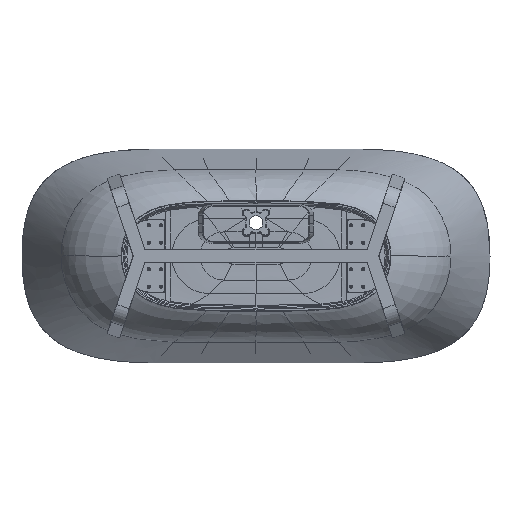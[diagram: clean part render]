
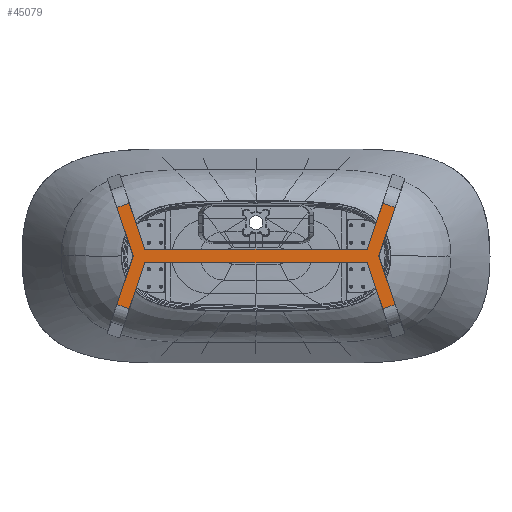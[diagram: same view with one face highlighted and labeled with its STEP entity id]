
A CAD part, front view. The second image highlights one B-rep face of the part: STEP entity #45079.
In plain terms, the highlighted planar face has unit normal (0, -1, 0).
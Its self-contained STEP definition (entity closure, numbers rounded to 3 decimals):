
#43160=DIRECTION('',(-1.,0.,0.));
#43161=VECTOR('',#43160,830.385);
#43162=CARTESIAN_POINT('',(415.193,0.,-24.5));
#43163=LINE('',#43162,#43161);
#43164=CARTESIAN_POINT('',(-415.193,0.,-25.5));
#43165=DIRECTION('',(0.,-1.,0.));
#43166=DIRECTION('',(0.,0.,1.));
#43167=AXIS2_PLACEMENT_3D('',#43164,#43165,#43166);
#43169=DIRECTION('',(-0.317,0.,-0.948));
#43170=VECTOR('',#43169,181.391);
#43171=CARTESIAN_POINT('',(-416.141,0.,
-25.183));
#43172=LINE('',#43171,#43170);
#43173=DIRECTION('',(-0.948,0.,0.317));
#43174=VECTOR('',#43173,49.);
#43175=CARTESIAN_POINT('',(-473.697,0.,
-197.2));
#43176=LINE('',#43175,#43174);
#43177=DIRECTION('',(0.317,0.,0.948));
#43178=VECTOR('',#43177,191.216);
#43179=CARTESIAN_POINT('',(-520.165,0.,
-181.652));
#43180=LINE('',#43179,#43178);
#43181=CARTESIAN_POINT('',(-460.439,0.,0.));
#43182=DIRECTION('',(0.,-1.,0.));
#43183=DIRECTION('',(0.948,0.,-0.317));
#43184=AXIS2_PLACEMENT_3D('',#43181,#43182,#43183);
#43186=CARTESIAN_POINT('',(-415.193,0.,25.5));
#43187=DIRECTION('',(0.,-1.,0.));
#43188=DIRECTION('',(-0.948,0.,-0.317));
#43189=AXIS2_PLACEMENT_3D('',#43186,#43187,#43188);
#43191=DIRECTION('',(1.,0.,0.));
#43192=VECTOR('',#43191,830.385);
#43193=CARTESIAN_POINT('',(-415.193,0.,24.5));
#43194=LINE('',#43193,#43192);
#43195=CARTESIAN_POINT('',(415.193,0.,25.5));
#43196=DIRECTION('',(0.,-1.,0.));
#43197=DIRECTION('',(0.,0.,-1.));
#43198=AXIS2_PLACEMENT_3D('',#43195,#43196,#43197);
#43200=DIRECTION('',(0.317,0.,0.948));
#43201=VECTOR('',#43200,181.391);
#43202=CARTESIAN_POINT('',(416.141,0.,
25.183));
#43203=LINE('',#43202,#43201);
#43204=DIRECTION('',(0.948,0.,-0.317));
#43205=VECTOR('',#43204,49.);
#43206=CARTESIAN_POINT('',(473.697,0.,
197.2));
#43207=LINE('',#43206,#43205);
#43208=DIRECTION('',(-0.317,0.,
-0.948));
#43209=VECTOR('',#43208,191.216);
#43210=CARTESIAN_POINT('',(520.165,0.,
181.652));
#43211=LINE('',#43210,#43209);
#43212=CARTESIAN_POINT('',(460.439,0.,0.));
#43213=DIRECTION('',(0.,-1.,0.));
#43214=DIRECTION('',(-0.948,0.,0.317));
#43215=AXIS2_PLACEMENT_3D('',#43212,#43213,#43214);
#43217=DIRECTION('',(-0.317,0.,0.948));
#43218=VECTOR('',#43217,181.391);
#43219=CARTESIAN_POINT('',(473.697,0.,
-197.2));
#43220=LINE('',#43219,#43218);
#43221=CARTESIAN_POINT('',(415.193,0.,-25.5));
#43222=DIRECTION('',(0.,-1.,0.));
#43223=DIRECTION('',(0.948,0.,0.317));
#43224=AXIS2_PLACEMENT_3D('',#43221,#43222,#43223);
#43688=DIRECTION('',(0.948,0.,0.317));
#43689=VECTOR('',#43688,49.);
#43690=CARTESIAN_POINT('',(473.697,0.,
-197.2));
#43691=LINE('',#43690,#43689);
#43701=DIRECTION('',(-0.317,0.,0.948));
#43702=VECTOR('',#43701,191.216);
#43703=CARTESIAN_POINT('',(520.165,0.,
-181.652));
#43704=LINE('',#43703,#43702);
#43895=DIRECTION('',(-0.317,0.,0.948));
#43896=VECTOR('',#43895,181.391);
#43897=CARTESIAN_POINT('',(-416.141,0.,
25.183));
#43898=LINE('',#43897,#43896);
#43924=DIRECTION('',(-0.948,0.,-0.317));
#43925=VECTOR('',#43924,49.);
#43926=CARTESIAN_POINT('',(-473.697,0.,
197.2));
#43927=LINE('',#43926,#43925);
#44101=DIRECTION('',(0.317,0.,-0.948));
#44102=VECTOR('',#44101,191.216);
#44103=CARTESIAN_POINT('',(-520.165,0.,
181.652));
#44104=LINE('',#44103,#44102);
#44578=CARTESIAN_POINT('',(473.697,0.,
-197.2));
#44579=VERTEX_POINT('',#44578);
#44580=CARTESIAN_POINT('',(-415.193,0.,-24.5));
#44581=CARTESIAN_POINT('',(-416.141,0.,-25.183));
#44582=VERTEX_POINT('',#44580);
#44583=VERTEX_POINT('',#44581);
#44584=CARTESIAN_POINT('',(-473.697,0.,
-197.2));
#44585=VERTEX_POINT('',#44584);
#44586=CARTESIAN_POINT('',(-520.165,0.,
-181.652));
#44587=CARTESIAN_POINT('',(-459.491,0.,
-0.317));
#44588=VERTEX_POINT('',#44586);
#44589=VERTEX_POINT('',#44587);
#44590=CARTESIAN_POINT('',(-459.491,0.,0.317));
#44591=VERTEX_POINT('',#44590);
#44592=CARTESIAN_POINT('',(-520.165,0.,
181.652));
#44593=VERTEX_POINT('',#44592);
#44594=CARTESIAN_POINT('',(-416.141,0.,
25.183));
#44595=CARTESIAN_POINT('',(-473.697,0.,
197.2));
#44596=VERTEX_POINT('',#44594);
#44597=VERTEX_POINT('',#44595);
#44598=CARTESIAN_POINT('',(-415.193,0.,24.5));
#44599=VERTEX_POINT('',#44598);
#44600=CARTESIAN_POINT('',(415.193,0.,24.5));
#44601=CARTESIAN_POINT('',(416.141,0.,25.183));
#44602=VERTEX_POINT('',#44600);
#44603=VERTEX_POINT('',#44601);
#44604=CARTESIAN_POINT('',(473.697,0.,
197.2));
#44605=VERTEX_POINT('',#44604);
#44606=CARTESIAN_POINT('',(520.165,0.,
181.652));
#44607=CARTESIAN_POINT('',(459.491,0.,
0.317));
#44608=VERTEX_POINT('',#44606);
#44609=VERTEX_POINT('',#44607);
#44610=CARTESIAN_POINT('',(459.491,0.,-0.317));
#44611=VERTEX_POINT('',#44610);
#44612=CARTESIAN_POINT('',(520.165,0.,
-181.652));
#44613=VERTEX_POINT('',#44612);
#44614=CARTESIAN_POINT('',(416.141,0.,
-25.183));
#44615=VERTEX_POINT('',#44614);
#44616=CARTESIAN_POINT('',(415.193,0.,-24.5));
#44617=VERTEX_POINT('',#44616);
#45033=CARTESIAN_POINT('',(0.,0.,0.));
#45034=DIRECTION('',(0.,1.,0.));
#45035=DIRECTION('',(0.317,0.,-0.948));
#45036=AXIS2_PLACEMENT_3D('',#45033,#45034,#45035);
#45037=PLANE('',#45036);
#45039=ORIENTED_EDGE('',*,*,#45038,.T.);
#45041=ORIENTED_EDGE('',*,*,#45040,.T.);
#45043=ORIENTED_EDGE('',*,*,#45042,.T.);
#45045=ORIENTED_EDGE('',*,*,#45044,.T.);
#45047=ORIENTED_EDGE('',*,*,#45046,.T.);
#45049=ORIENTED_EDGE('',*,*,#45048,.T.);
#45051=ORIENTED_EDGE('',*,*,#45050,.F.);
#45053=ORIENTED_EDGE('',*,*,#45052,.F.);
#45055=ORIENTED_EDGE('',*,*,#45054,.F.);
#45057=ORIENTED_EDGE('',*,*,#45056,.T.);
#45059=ORIENTED_EDGE('',*,*,#45058,.T.);
#45061=ORIENTED_EDGE('',*,*,#45060,.T.);
#45063=ORIENTED_EDGE('',*,*,#45062,.T.);
#45065=ORIENTED_EDGE('',*,*,#45064,.T.);
#45067=ORIENTED_EDGE('',*,*,#45066,.T.);
#45069=ORIENTED_EDGE('',*,*,#45068,.T.);
#45071=ORIENTED_EDGE('',*,*,#45070,.F.);
#45073=ORIENTED_EDGE('',*,*,#45072,.F.);
#45074=ORIENTED_EDGE('',*,*,#45024,.T.);
#45076=ORIENTED_EDGE('',*,*,#45075,.T.);
#45077=EDGE_LOOP('',(#45039,#45041,#45043,#45045,#45047,#45049,#45051,#45053,
#45055,#45057,#45059,#45061,#45063,#45065,#45067,#45069,#45071,#45073,#45074,
#45076));
#45078=FACE_OUTER_BOUND('',#45077,.F.);
#45079=ADVANCED_FACE('',(#45078),#45037,.F.);
#43168=CIRCLE('',#43167,1.);
#43185=CIRCLE('',#43184,1.);
#43190=CIRCLE('',#43189,1.);
#43199=CIRCLE('',#43198,1.);
#43216=CIRCLE('',#43215,1.);
#43225=CIRCLE('',#43224,1.);
#45024=EDGE_CURVE('',#44579,#44615,#43220,.T.);
#45038=EDGE_CURVE('',#44617,#44582,#43163,.T.);
#45040=EDGE_CURVE('',#44582,#44583,#43168,.T.);
#45042=EDGE_CURVE('',#44583,#44585,#43172,.T.);
#45044=EDGE_CURVE('',#44585,#44588,#43176,.T.);
#45046=EDGE_CURVE('',#44588,#44589,#43180,.T.);
#45048=EDGE_CURVE('',#44589,#44591,#43185,.T.);
#45050=EDGE_CURVE('',#44593,#44591,#44104,.T.);
#45052=EDGE_CURVE('',#44597,#44593,#43927,.T.);
#45054=EDGE_CURVE('',#44596,#44597,#43898,.T.);
#45056=EDGE_CURVE('',#44596,#44599,#43190,.T.);
#45058=EDGE_CURVE('',#44599,#44602,#43194,.T.);
#45060=EDGE_CURVE('',#44602,#44603,#43199,.T.);
#45062=EDGE_CURVE('',#44603,#44605,#43203,.T.);
#45064=EDGE_CURVE('',#44605,#44608,#43207,.T.);
#45066=EDGE_CURVE('',#44608,#44609,#43211,.T.);
#45068=EDGE_CURVE('',#44609,#44611,#43216,.T.);
#45070=EDGE_CURVE('',#44613,#44611,#43704,.T.);
#45072=EDGE_CURVE('',#44579,#44613,#43691,.T.);
#45075=EDGE_CURVE('',#44615,#44617,#43225,.T.);
